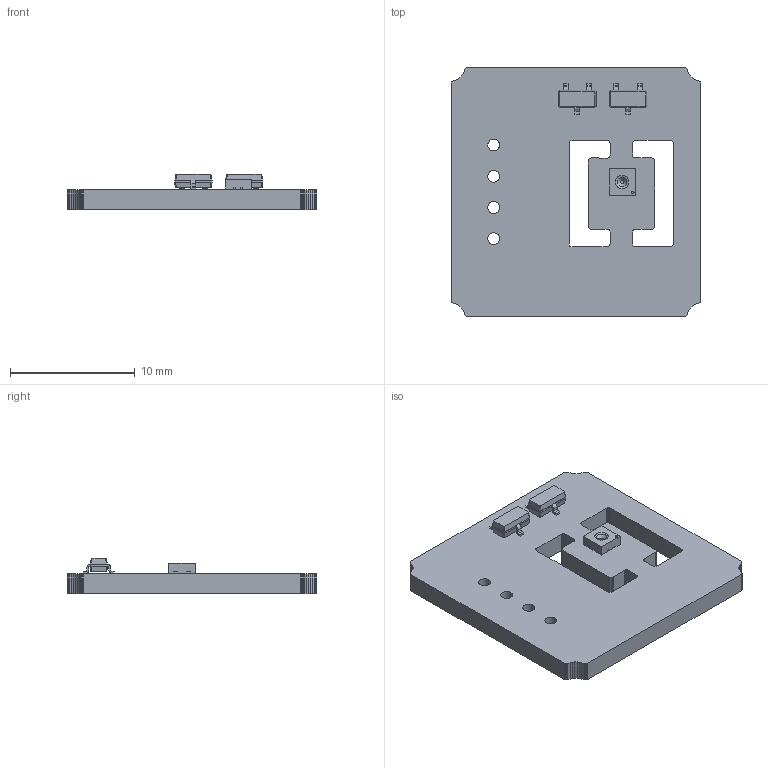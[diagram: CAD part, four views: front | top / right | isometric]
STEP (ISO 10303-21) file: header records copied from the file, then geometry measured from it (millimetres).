
FILE_DESCRIPTION(('KiCad electronic assembly'),'2;1');
FILE_NAME('TH09C_TEMP_SENSOR.step','2024-03-21T16:50:08',('Pcbnew'),( 'Kicad'),'Open CASCADE STEP processor 7.7','KiCad to STEP converter' ,'Unknown');
FILE_SCHEMA(('AUTOMOTIVE_DESIGN { 1 0 10303 214 1 1 1 1 }'));
Length unit declared in the file: millimetre
Products named in the file (6): TH09C_TEMP_SENSOR 1; SHTC3; SOT-23; SOT_23; _autosave-TH09C_TEMP_SENSOR PCB
Assembly tree (6 placements, depth 3):
  TH09C_TEMP_SENSOR 1
    SHTC3
      SHTC3
    SOT-23  x2
      SOT_23
    _autosave-TH09C_TEMP_SENSOR PCB
Bounding box: 20 x 20 x 2.85 mm (x, y, z)
Volume: 584.1 mm3; surface area: 1004.5 mm2
Topology: 13 solids, 13 shells, 405 faces, 1050 edges, 698 vertices
Faces by surface type: plane 319, bspline 54, cylinder 30, torus 1, cone 1
Full cylindrical faces by diameter (mm): 0.2 x1, 0.308 x1, 0.95 x4
Entity records: 22535 total; most frequent: CARTESIAN_POINT 3861, DIRECTION 3118, LINE 2408, VECTOR 2408, ORIENTED_EDGE 1700, PCURVE 1700, DEFINITIONAL_REPRESENTATION 1700, EDGE_CURVE 850
